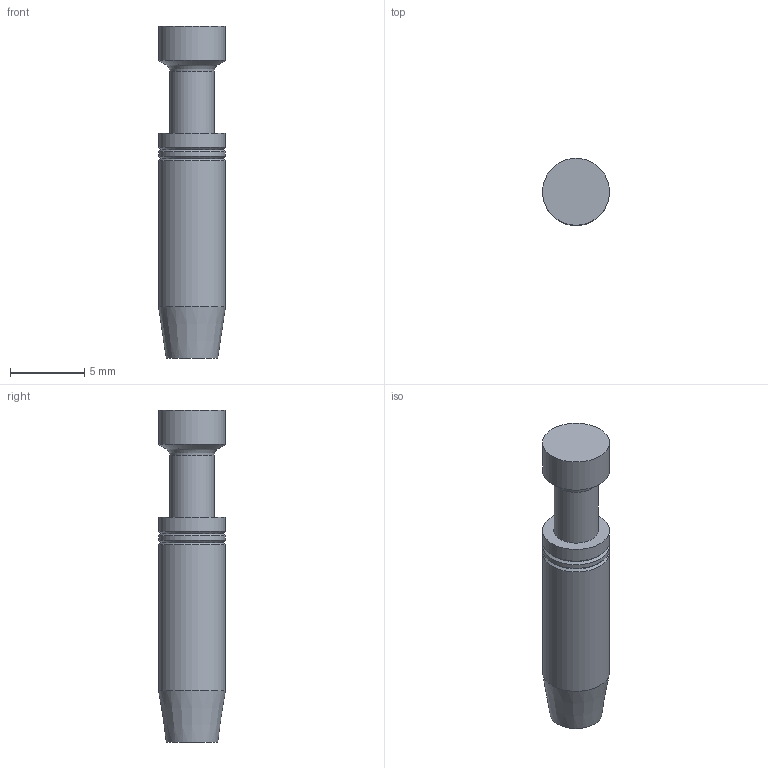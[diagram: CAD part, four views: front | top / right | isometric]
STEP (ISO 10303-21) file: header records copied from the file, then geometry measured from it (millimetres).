
FILE_DESCRIPTION(/* description */ (''),/* implementation_level */ '2;1');
FILE_NAME(/* name */ 'n 02 025 0037 x.stp',/* time_stamp */ '2018-09-25T11:34:39+02:00',/* author */ (''),/* organization */ (''),/* preprocessor_version */ 'ST-DEVELOPER v16',/* originating_system */ 'SIEMENS PLM Software NX 11.0',/* authorisation */ '');
FILE_SCHEMA (('AUTOMOTIVE_DESIGN { 1 0 10303 214 3 1 1 1 }'));
Length unit declared in the file: millimetre
Products named in the file (1): n 02 025 0037nxm001-02
Bounding box: 4.5 x 4.5 x 22.3 mm (x, y, z)
Volume: 233.5 mm3; surface area: 423.2 mm2
Topology: 1 solids, 1 shells, 19 faces, 39 edges, 22 vertices
Faces by surface type: cone 10, cylinder 6, plane 2, torus 1
Full cylindrical faces by diameter (mm): 3 x2, 4.5 x4
Entity records: 402 total; most frequent: DIRECTION 76, CARTESIAN_POINT 57, AXIS2_PLACEMENT_3D 38, FACE_BOUND 36, EDGE_LOOP 36, ORIENTED_EDGE 36, ADVANCED_FACE 19, VERTEX_POINT 19
